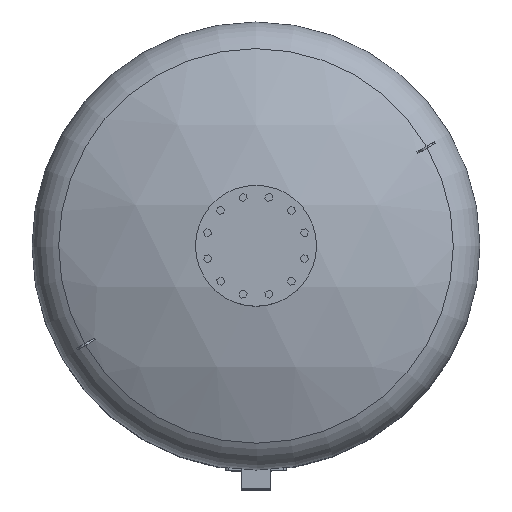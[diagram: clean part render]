
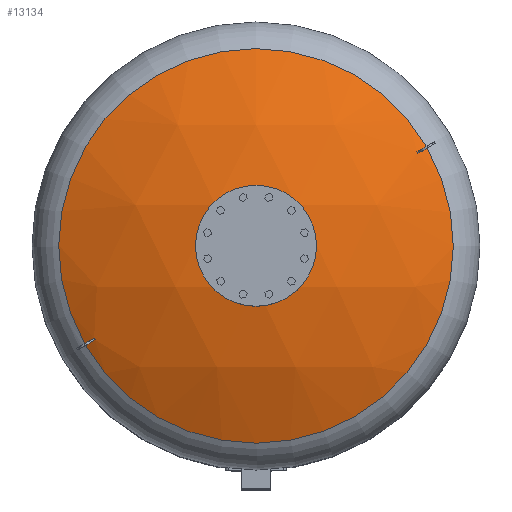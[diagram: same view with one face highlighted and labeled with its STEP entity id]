
A CAD part, top view. The second image highlights one B-rep face of the part: STEP entity #13134.
In plain terms, the highlighted spherical face has radius 1509 mm.
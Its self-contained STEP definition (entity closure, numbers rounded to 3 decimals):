
#2736=SPHERICAL_SURFACE('',#14260,1509.);
#3639=FACE_OUTER_BOUND('',#4557,.T.);
#4557=EDGE_LOOP('',(#10865,#10866,#10867,#10868,#10869,#10870,#10871,#10872));
#5294=CIRCLE('',#14226,1508.997);
#5297=CIRCLE('',#14230,1490.642);
#5301=CIRCLE('',#14238,1508.997);
#5303=CIRCLE('',#14242,660.607);
#5306=CIRCLE('',#14246,660.607);
#5307=CIRCLE('',#14248,1508.997);
#5310=CIRCLE('',#14252,1490.642);
#5313=CIRCLE('',#14259,1508.997);
#6258=VERTEX_POINT('',#21287);
#6260=VERTEX_POINT('',#21290);
#6264=VERTEX_POINT('',#21300);
#6269=VERTEX_POINT('',#21315);
#6271=VERTEX_POINT('',#21323);
#6274=VERTEX_POINT('',#21329);
#6275=VERTEX_POINT('',#21333);
#6279=VERTEX_POINT('',#21343);
#7874=EDGE_CURVE('',#6260,#6258,#5294,.T.);
#7879=EDGE_CURVE('',#6264,#6260,#5297,.T.);
#7888=EDGE_CURVE('',#6269,#6264,#5301,.T.);
#7890=EDGE_CURVE('',#6269,#6271,#5303,.T.);
#7894=EDGE_CURVE('',#6274,#6258,#5306,.T.);
#7895=EDGE_CURVE('',#6275,#6271,#5307,.T.);
#7900=EDGE_CURVE('',#6279,#6275,#5310,.T.);
#7907=EDGE_CURVE('',#6274,#6279,#5313,.T.);
#10865=ORIENTED_EDGE('',*,*,#7874,.T.);
#10866=ORIENTED_EDGE('',*,*,#7894,.F.);
#10867=ORIENTED_EDGE('',*,*,#7907,.T.);
#10868=ORIENTED_EDGE('',*,*,#7900,.T.);
#10869=ORIENTED_EDGE('',*,*,#7895,.T.);
#10870=ORIENTED_EDGE('',*,*,#7890,.F.);
#10871=ORIENTED_EDGE('',*,*,#7888,.T.);
#10872=ORIENTED_EDGE('',*,*,#7879,.T.);
#13134=ADVANCED_FACE('',(#3639),#2736,.T.);
#14226=AXIS2_PLACEMENT_3D('',#21291,#17063,#17064);
#14230=AXIS2_PLACEMENT_3D('',#21301,#17073,#17074);
#14238=AXIS2_PLACEMENT_3D('',#21318,#17093,#17094);
#14242=AXIS2_PLACEMENT_3D('',#21324,#17101,#17102);
#14246=AXIS2_PLACEMENT_3D('',#21331,#17109,#17110);
#14248=AXIS2_PLACEMENT_3D('',#21334,#17113,#17114);
#14252=AXIS2_PLACEMENT_3D('',#21344,#17123,#17124);
#14259=AXIS2_PLACEMENT_3D('',#21358,#17141,#17142);
#14260=AXIS2_PLACEMENT_3D('',#21359,#17143,#17144);
#17063=DIRECTION('center_axis',(0.5,-0.866,0.));
#17064=DIRECTION('ref_axis',(0.,0.,1.));
#17073=DIRECTION('center_axis',(0.835,0.482,0.267));
#17074=DIRECTION('ref_axis',(0.,0.485,-0.875));
#17093=DIRECTION('center_axis',(-0.5,0.866,0.));
#17094=DIRECTION('ref_axis',(0.,0.,-1.));
#17101=DIRECTION('center_axis',(0.,0.,
-1.));
#17102=DIRECTION('ref_axis',(1.,0.,0.));
#17109=DIRECTION('center_axis',(0.,0.,
-1.));
#17110=DIRECTION('ref_axis',(1.,0.,0.));
#17113=DIRECTION('center_axis',(-0.5,0.866,0.));
#17114=DIRECTION('ref_axis',(0.,0.,-1.));
#17123=DIRECTION('center_axis',(-0.835,-0.482,0.267));
#17124=DIRECTION('ref_axis',(0.,0.485,0.875));
#17141=DIRECTION('center_axis',(0.5,-0.866,0.));
#17142=DIRECTION('ref_axis',(0.,0.,1.));
#17143=DIRECTION('center_axis',(0.,-1.,0.));
#17144=DIRECTION('ref_axis',(-1.,0.,0.));
#21287=CARTESIAN_POINT('',(-570.596,-332.898,2273.717));
#21290=CARTESIAN_POINT('',(-539.005,-314.659,2290.88));
#21291=CARTESIAN_POINT('Origin',(1.5,-2.598,917.));
#21300=CARTESIAN_POINT('',(-542.005,-309.462,2290.88));
#21301=CARTESIAN_POINT('Origin',(-195.85,-113.074,854.348));
#21315=CARTESIAN_POINT('',(-573.596,-327.702,2273.717));
#21318=CARTESIAN_POINT('Origin',(-1.5,2.598,917.));
#21323=CARTESIAN_POINT('',(570.596,332.898,2273.717));
#21324=CARTESIAN_POINT('Origin',(0.,0.,
2273.717));
#21329=CARTESIAN_POINT('',(573.596,327.702,2273.717));
#21331=CARTESIAN_POINT('Origin',(0.,0.,
2273.717));
#21333=CARTESIAN_POINT('',(539.005,314.659,2290.88));
#21334=CARTESIAN_POINT('Origin',(-1.5,2.598,917.));
#21343=CARTESIAN_POINT('',(542.005,309.462,2290.88));
#21344=CARTESIAN_POINT('Origin',(195.85,113.074,854.348));
#21358=CARTESIAN_POINT('Origin',(1.5,-2.598,917.));
#21359=CARTESIAN_POINT('Origin',(0.,0.,
917.));
